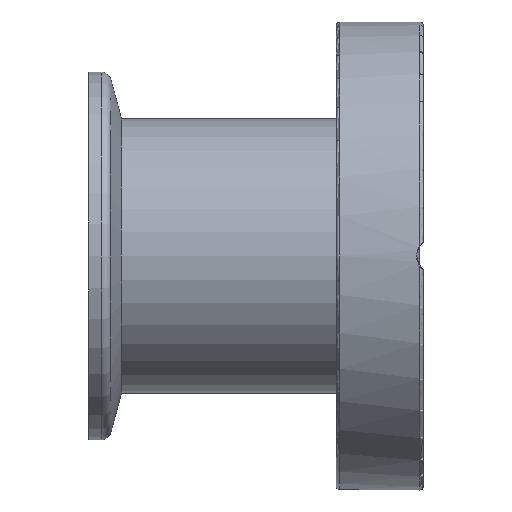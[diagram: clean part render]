
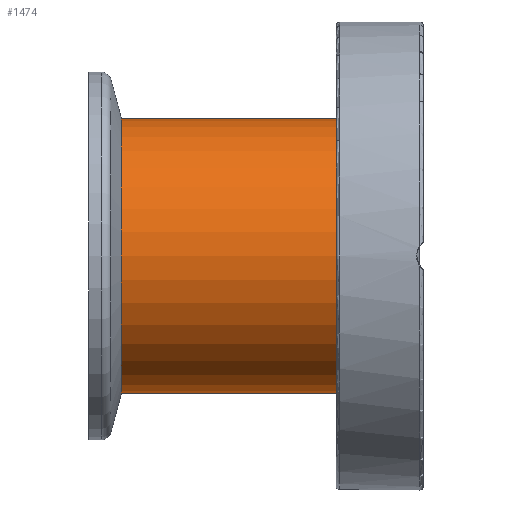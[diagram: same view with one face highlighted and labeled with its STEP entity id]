
A CAD part, front view. The second image highlights one B-rep face of the part: STEP entity #1474.
In plain terms, the highlighted cylindrical face has radius 20.5 mm (diameter 41 mm), a full revolution.
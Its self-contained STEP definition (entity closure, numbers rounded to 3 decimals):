
#1412=CARTESIAN_POINT('',(0.,-20.5,41.7));
#1413=VERTEX_POINT('',#1412);
#1414=CARTESIAN_POINT('',(0.,0.,41.7));
#1415=DIRECTION('',(0.0,0.0,-1.0));
#1416=DIRECTION('',(-1.0,0.0,0.0));
#1417=AXIS2_PLACEMENT_3D('',#1414,#1415,#1416);
#1418=CIRCLE('',#1417,20.5);
#1419=EDGE_CURVE('',#1413,#1413,#1418,.T.);
#1455=CARTESIAN_POINT('',(0.,0.,0.));
#1456=DIRECTION('',(0.,0.,1.0));
#1457=DIRECTION('',(-1.0,0.0,0.0));
#1458=AXIS2_PLACEMENT_3D('',#1455,#1456,#1457);
#1459=CYLINDRICAL_SURFACE('',#1458,20.5);
#1460=ORIENTED_EDGE('',*,*,#1419,.T.);
#1461=EDGE_LOOP('',(#1460));
#1462=FACE_OUTER_BOUND('',#1461,.T.);
#1463=CARTESIAN_POINT('',(20.5,0.,0.));
#1464=VERTEX_POINT('',#1463);
#1465=CARTESIAN_POINT('',(0.,0.,0.));
#1466=DIRECTION('',(0.0,0.0,-1.0));
#1467=DIRECTION('',(-1.0,0.0,0.0));
#1468=AXIS2_PLACEMENT_3D('',#1465,#1466,#1467);
#1469=CIRCLE('',#1468,20.5);
#1470=EDGE_CURVE('',#1464,#1464,#1469,.T.);
#1471=ORIENTED_EDGE('',*,*,#1470,.F.);
#1472=EDGE_LOOP('',(#1471));
#1473=FACE_BOUND('',#1472,.T.);
#1474=ADVANCED_FACE('',(#1462,#1473),#1459,.T.);
